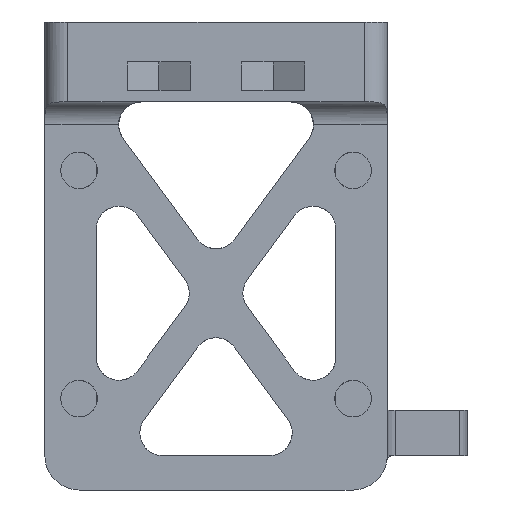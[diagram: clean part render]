
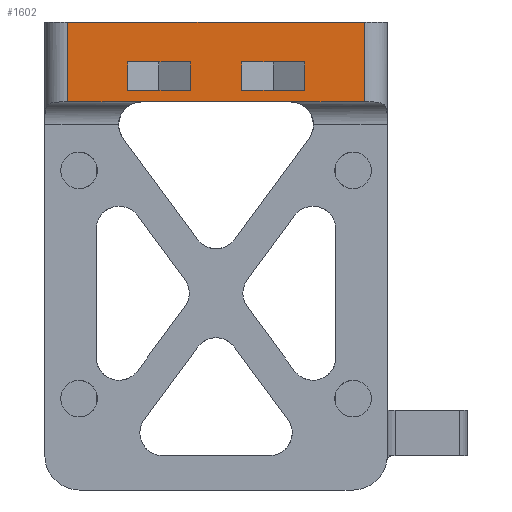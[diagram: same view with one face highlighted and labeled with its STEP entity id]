
A CAD part, front view. The second image highlights one B-rep face of the part: STEP entity #1602.
In plain terms, the highlighted planar face has unit normal (0, -1, 0).
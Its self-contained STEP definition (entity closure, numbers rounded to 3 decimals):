
#109 = CARTESIAN_POINT ( 'NONE',  ( -13., -28., 41. ) ) ;
#149 = CARTESIAN_POINT ( 'NONE',  ( 7.75, -28., 35. ) ) ;
#195 = VERTEX_POINT ( 'NONE', #9361 ) ;
#205 = CARTESIAN_POINT ( 'NONE',  ( 13., -28., 41. ) ) ;
#322 = ORIENTED_EDGE ( 'NONE', *, *, #2187, .F. ) ;
#388 = CARTESIAN_POINT ( 'NONE',  ( -7.75, -28., 37.5 ) ) ;
#437 = CARTESIAN_POINT ( 'NONE',  ( -6.54, -28., 34. ) ) ;
#451 = DIRECTION ( 'NONE',  ( 0., 0., -1. ) ) ;
#548 = CARTESIAN_POINT ( 'NONE',  ( -13., -28., 41. ) ) ;
#559 = LINE ( 'NONE', #3194, #6577 ) ;
#752 = VERTEX_POINT ( 'NONE', #898 ) ;
#773 = CARTESIAN_POINT ( 'NONE',  ( -15., -28., 34. ) ) ;
#779 = VERTEX_POINT ( 'NONE', #437 ) ;
#796 = VECTOR ( 'NONE', #451, 1000. ) ;
#898 = CARTESIAN_POINT ( 'NONE',  ( 13., -28., 34. ) ) ;
#923 = CARTESIAN_POINT ( 'NONE',  ( 7.75, -28., 37.5 ) ) ;
#968 = EDGE_CURVE ( 'NONE', #6978, #7224, #1451, .T. ) ;
#990 = VECTOR ( 'NONE', #5168, 1000. ) ;
#1056 = EDGE_CURVE ( 'NONE', #6746, #8682, #5909, .T. ) ;
#1192 = EDGE_CURVE ( 'NONE', #752, #195, #3729, .T. ) ;
#1311 = VECTOR ( 'NONE', #1673, 1000. ) ;
#1451 = LINE ( 'NONE', #6469, #9864 ) ;
#1527 = EDGE_CURVE ( 'NONE', #10341, #195, #7791, .T. ) ;
#1539 = EDGE_LOOP ( 'NONE', ( #2706, #4397, #9276, #4910 ) ) ;
#1566 = VECTOR ( 'NONE', #5241, 1000. ) ;
#1602 = ADVANCED_FACE ( 'NONE', ( #3499, #10305, #2661 ), #8064, .F. ) ;
#1630 = VECTOR ( 'NONE', #10370, 1000. ) ;
#1673 = DIRECTION ( 'NONE',  ( 0., 0., -1. ) ) ;
#1697 = CARTESIAN_POINT ( 'NONE',  ( 2.25, -28., 37.5 ) ) ;
#1769 = LINE ( 'NONE', #5058, #990 ) ;
#1895 = EDGE_CURVE ( 'NONE', #3800, #9434, #6667, .T. ) ;
#1982 = VERTEX_POINT ( 'NONE', #1697 ) ;
#2094 = DIRECTION ( 'NONE',  ( 0., 1., 0. ) ) ;
#2187 = EDGE_CURVE ( 'NONE', #7224, #9434, #3809, .T. ) ;
#2250 = ORIENTED_EDGE ( 'NONE', *, *, #7337, .T. ) ;
#2276 = CARTESIAN_POINT ( 'NONE',  ( 2.25, -28., 37.5 ) ) ;
#2489 = VECTOR ( 'NONE', #8251, 1000. ) ;
#2602 = DIRECTION ( 'NONE',  ( 1., 0., 0. ) ) ;
#2661 = FACE_BOUND ( 'NONE', #1539, .T. ) ;
#2706 = ORIENTED_EDGE ( 'NONE', *, *, #10257, .F. ) ;
#2721 = CARTESIAN_POINT ( 'NONE',  ( 15., -28., 41. ) ) ;
#2779 = LINE ( 'NONE', #7008, #1630 ) ;
#2798 = ORIENTED_EDGE ( 'NONE', *, *, #968, .F. ) ;
#2807 = EDGE_CURVE ( 'NONE', #6978, #3800, #1769, .T. ) ;
#2989 = VERTEX_POINT ( 'NONE', #6270 ) ;
#3106 = VECTOR ( 'NONE', #2602, 1000. ) ;
#3140 = CARTESIAN_POINT ( 'NONE',  ( -7.75, -28., 37.5 ) ) ;
#3169 = LINE ( 'NONE', #2276, #9442 ) ;
#3194 = CARTESIAN_POINT ( 'NONE',  ( -15., -28., 34. ) ) ;
#3499 = FACE_BOUND ( 'NONE', #8530, .T. ) ;
#3729 = LINE ( 'NONE', #205, #6825 ) ;
#3800 = VERTEX_POINT ( 'NONE', #10372 ) ;
#3809 = LINE ( 'NONE', #3140, #796 ) ;
#3823 = VECTOR ( 'NONE', #6769, 1000. ) ;
#4256 = VERTEX_POINT ( 'NONE', #9466 ) ;
#4397 = ORIENTED_EDGE ( 'NONE', *, *, #1056, .T. ) ;
#4528 = AXIS2_PLACEMENT_3D ( 'NONE', #7896, #2094, #6219 ) ;
#4551 = ORIENTED_EDGE ( 'NONE', *, *, #2807, .T. ) ;
#4695 = ORIENTED_EDGE ( 'NONE', *, *, #8196, .T. ) ;
#4880 = CARTESIAN_POINT ( 'NONE',  ( -2.25, -28., 37.5 ) ) ;
#4910 = ORIENTED_EDGE ( 'NONE', *, *, #10655, .F. ) ;
#5007 = ORIENTED_EDGE ( 'NONE', *, *, #9291, .T. ) ;
#5058 = CARTESIAN_POINT ( 'NONE',  ( -2.25, -28., 37.5 ) ) ;
#5168 = DIRECTION ( 'NONE',  ( 0., 0., -1. ) ) ;
#5175 = LINE ( 'NONE', #773, #10886 ) ;
#5224 = ORIENTED_EDGE ( 'NONE', *, *, #6043, .T. ) ;
#5229 = CARTESIAN_POINT ( 'NONE',  ( 6.54, -28., 34. ) ) ;
#5241 = DIRECTION ( 'NONE',  ( 0., 0., -1. ) ) ;
#5413 = CARTESIAN_POINT ( 'NONE',  ( 7.75, -28., 35. ) ) ;
#5669 = DIRECTION ( 'NONE',  ( 0., 0., -1. ) ) ;
#5743 = DIRECTION ( 'NONE',  ( -1., 0., 0. ) ) ;
#5909 = LINE ( 'NONE', #8586, #1311 ) ;
#6043 = EDGE_CURVE ( 'NONE', #10341, #2989, #7754, .T. ) ;
#6219 = DIRECTION ( 'NONE',  ( -1., 0., 0. ) ) ;
#6260 = VECTOR ( 'NONE', #8421, 1000. ) ;
#6270 = CARTESIAN_POINT ( 'NONE',  ( -13., -28., 34. ) ) ;
#6341 = VERTEX_POINT ( 'NONE', #5229 ) ;
#6469 = CARTESIAN_POINT ( 'NONE',  ( -2.25, -28., 37.5 ) ) ;
#6577 = VECTOR ( 'NONE', #8153, 1000. ) ;
#6667 = LINE ( 'NONE', #6819, #3823 ) ;
#6746 = VERTEX_POINT ( 'NONE', #923 ) ;
#6769 = DIRECTION ( 'NONE',  ( -1., 0., 0. ) ) ;
#6819 = CARTESIAN_POINT ( 'NONE',  ( -2.25, -28., 35. ) ) ;
#6825 = VECTOR ( 'NONE', #10640, 1000. ) ;
#6957 = LINE ( 'NONE', #149, #6260 ) ;
#6978 = VERTEX_POINT ( 'NONE', #4880 ) ;
#7008 = CARTESIAN_POINT ( 'NONE',  ( -15., -28., 34. ) ) ;
#7224 = VERTEX_POINT ( 'NONE', #388 ) ;
#7337 = EDGE_CURVE ( 'NONE', #779, #6341, #559, .T. ) ;
#7754 = LINE ( 'NONE', #109, #1566 ) ;
#7791 = LINE ( 'NONE', #2721, #3106 ) ;
#7896 = CARTESIAN_POINT ( 'NONE',  ( 15., -28., 41. ) ) ;
#8064 = PLANE ( 'NONE',  #4528 ) ;
#8153 = DIRECTION ( 'NONE',  ( 1., 0., 0. ) ) ;
#8196 = EDGE_CURVE ( 'NONE', #6341, #752, #2779, .T. ) ;
#8251 = DIRECTION ( 'NONE',  ( -1., 0., 0. ) ) ;
#8371 = LINE ( 'NONE', #9153, #2489 ) ;
#8421 = DIRECTION ( 'NONE',  ( -1., 0., 0. ) ) ;
#8443 = ORIENTED_EDGE ( 'NONE', *, *, #1527, .F. ) ;
#8530 = EDGE_LOOP ( 'NONE', ( #2798, #4551, #9941, #322 ) ) ;
#8582 = DIRECTION ( 'NONE',  ( 1., 0., 0. ) ) ;
#8586 = CARTESIAN_POINT ( 'NONE',  ( 7.75, -28., 37.5 ) ) ;
#8682 = VERTEX_POINT ( 'NONE', #5413 ) ;
#8854 = CARTESIAN_POINT ( 'NONE',  ( -7.75, -28., 35. ) ) ;
#9153 = CARTESIAN_POINT ( 'NONE',  ( 7.75, -28., 37.5 ) ) ;
#9215 = ORIENTED_EDGE ( 'NONE', *, *, #1192, .T. ) ;
#9234 = EDGE_CURVE ( 'NONE', #8682, #4256, #6957, .T. ) ;
#9276 = ORIENTED_EDGE ( 'NONE', *, *, #9234, .T. ) ;
#9291 = EDGE_CURVE ( 'NONE', #2989, #779, #5175, .T. ) ;
#9361 = CARTESIAN_POINT ( 'NONE',  ( 13., -28., 41. ) ) ;
#9434 = VERTEX_POINT ( 'NONE', #8854 ) ;
#9442 = VECTOR ( 'NONE', #5669, 1000. ) ;
#9466 = CARTESIAN_POINT ( 'NONE',  ( 2.25, -28., 35. ) ) ;
#9864 = VECTOR ( 'NONE', #5743, 1000. ) ;
#9941 = ORIENTED_EDGE ( 'NONE', *, *, #1895, .T. ) ;
#10233 = EDGE_LOOP ( 'NONE', ( #4695, #9215, #8443, #5224, #5007, #2250 ) ) ;
#10257 = EDGE_CURVE ( 'NONE', #6746, #1982, #8371, .T. ) ;
#10305 = FACE_OUTER_BOUND ( 'NONE', #10233, .T. ) ;
#10341 = VERTEX_POINT ( 'NONE', #548 ) ;
#10370 = DIRECTION ( 'NONE',  ( 1., 0., 0. ) ) ;
#10372 = CARTESIAN_POINT ( 'NONE',  ( -2.25, -28., 35. ) ) ;
#10640 = DIRECTION ( 'NONE',  ( 0., 0., 1. ) ) ;
#10655 = EDGE_CURVE ( 'NONE', #1982, #4256, #3169, .T. ) ;
#10886 = VECTOR ( 'NONE', #8582, 1000. ) ;
